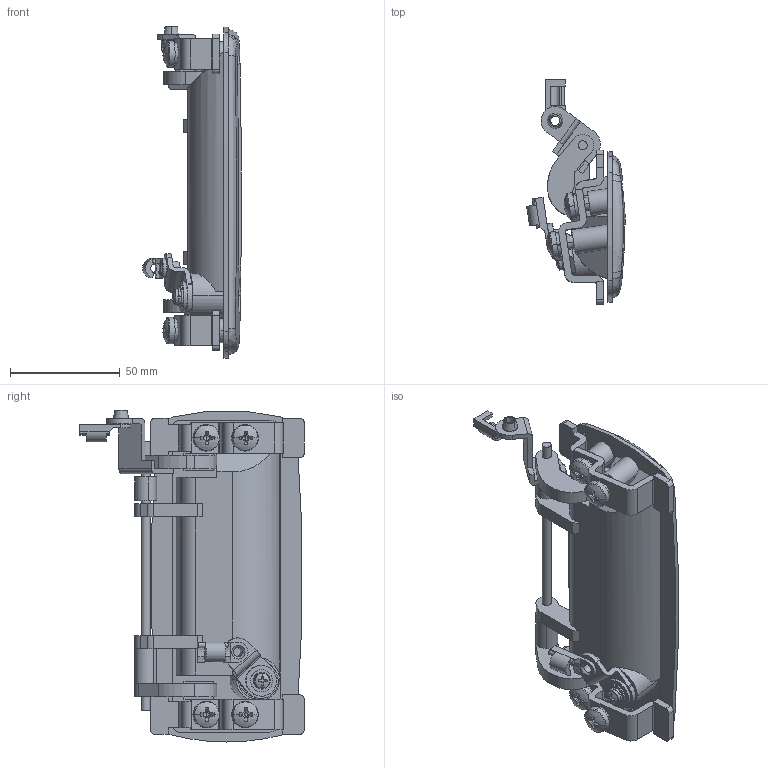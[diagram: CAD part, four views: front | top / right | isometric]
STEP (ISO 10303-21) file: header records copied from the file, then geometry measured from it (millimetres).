
FILE_DESCRIPTION (( 'STEP AP203' ), '1' );
FILE_NAME ('A-885-1-1-L.STEP', '2012-10-26T00:18:08', ( '11sw' ), ( 'タキゲン製造株式会社' ), 'SwSTEP 2.0', 'SolidWorks 2011', '' );
FILE_SCHEMA (( 'CONFIG_CONTROL_DESIGN' ));
Length unit declared in the file: millimetre
Products named in the file (17): A-885-1-1-L; 十字穴付なべねじ(SW付)M4_M4×8; A-885-1平ワッシャー; A-885-1ワッシャー; Part7; 錠前#240; AC-25-Q-14_公開用; A-885-1スプリング_; A-885-1-1カラー_; スプリングワッシャーM6_JIS B 1251 No.2 6; 廫帤寠晅側傋偹偠M6_M6亊10; A-885-1-1儗僶乕__L; A-885-1シャフト_; A-885-1パッキン_; A-885-1止め金_; A-885-1ハンドル_; A-885-1-1本体_
Assembly tree (24 placements, depth 2):
  A-885-1-1-L
    AC-25-Q-14_公開用  x2
    A-885-1スプリング_
    A-885-1-1カラー_
    スプリングワッシャーM6_JIS B 1251 No.2 6  x4
    廫帤寠晅側傋偹偠M6_M6亊10  x4
    A-885-1-1本体_
    十字穴付なべねじ(SW付)M4_M4×8
    A-885-1平ワッシャー
    Part7
    A-885-1ワッシャー
    錠前#240
    A-885-1-1儗僶乕__L
    A-885-1止め金_  x2
    A-885-1シャフト_
    A-885-1パッキン_
    A-885-1ハンドル_
Bounding box: 44.95 x 102.19 x 151.2 mm (x, y, z)
Volume: 81674.2 mm3; surface area: 68814.6 mm2
Topology: 24 solids, 24 shells, 654 faces, 1700 edges, 1104 vertices
Faces by surface type: plane 327, cylinder 253, cone 40, torus 12, bspline 12, sphere 10
Entity records: 16934 total; most frequent: CARTESIAN_POINT 3492, DIRECTION 2487, ORIENTED_EDGE 2344, EDGE_CURVE 1172, AXIS2_PLACEMENT_3D 925, VERTEX_POINT 773, LINE 637, VECTOR 637
